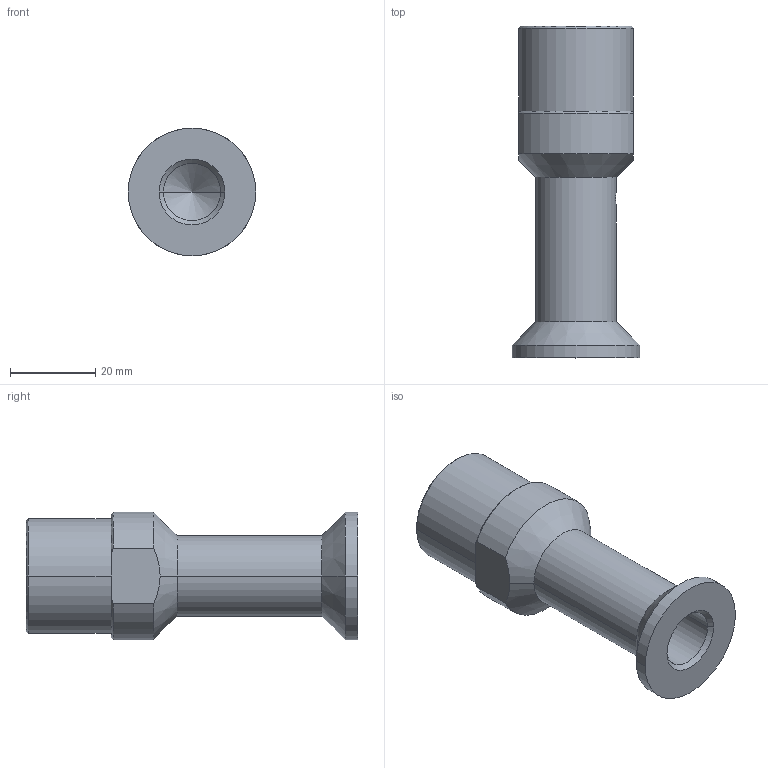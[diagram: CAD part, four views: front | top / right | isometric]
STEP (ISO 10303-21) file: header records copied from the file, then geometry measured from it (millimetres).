
FILE_DESCRIPTION((''),'2;1');
FILE_NAME('FC650-95G','2018-11-01T16:08:51',('sx.huang'),(''),'CREO PARAMETRIC BY PTC INC, 2016510','CREO PARAMETRIC BY PTC INC, 2016510','');
FILE_SCHEMA(());
Length unit declared in the file: millimetre
Products named in the file (1): FC650-95G
Bounding box: 30 x 78 x 30 mm (x, y, z)
Volume: 21428.2 mm3; surface area: 10724 mm2
Topology: 1 solids, 1 shells, 41 faces, 92 edges, 53 vertices
Faces by surface type: cylinder 18, cone 14, plane 9
Entity records: 1195 total; most frequent: CARTESIAN_POINT 276, DIRECTION 200, ORIENTED_EDGE 180, EDGE_CURVE 90, AXIS2_PLACEMENT_3D 81, VERTEX_POINT 53, EDGE_LOOP 45, FACE_OUTER_BOUND 41
